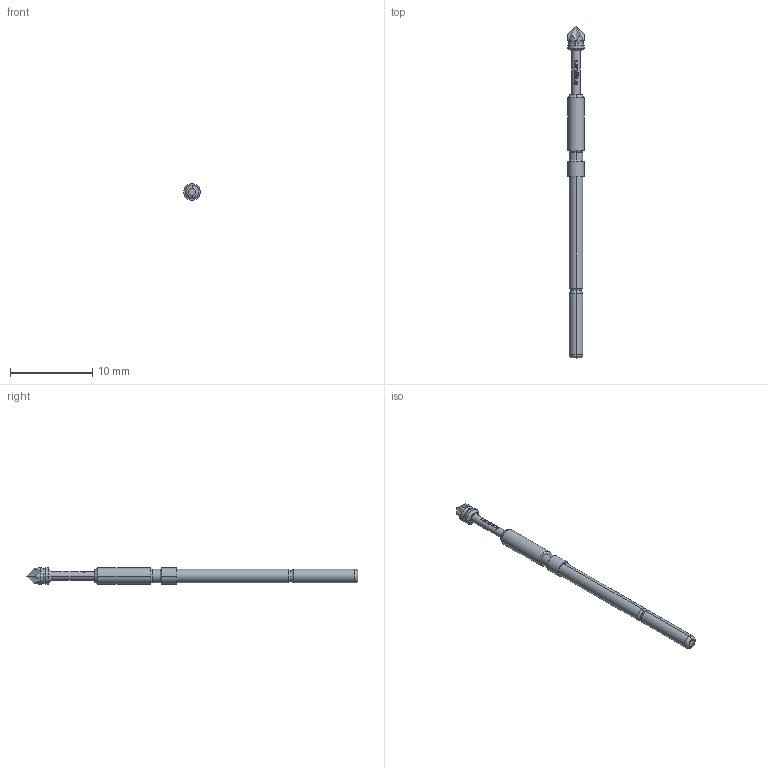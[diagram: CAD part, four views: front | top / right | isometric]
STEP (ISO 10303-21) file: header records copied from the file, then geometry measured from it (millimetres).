
FILE_DESCRIPTION (( 'STEP AP203' ), '1' );
FILE_NAME ('INGUN_HSS-118_317_200_A_xx10.STEP', '2022-02-02T15:07:04', ( 'ochi' ), ( '' ), 'SwSTEP 2.0', 'SolidWorks 2018', '' );
FILE_SCHEMA (( 'CONFIG_CONTROL_DESIGN' ));
Length unit declared in the file: millimetre
Products named in the file (1): INGUN_HSS-118_317_200_A_xx10
Bounding box: 2 x 40.3 x 2 mm (x, y, z)
Volume: 86.5 mm3; surface area: 215 mm2
Topology: 1 solids, 1 shells, 123 faces, 308 edges, 196 vertices
Faces by surface type: plane 54, cylinder 27, bspline 24, torus 10, cone 8
Entity records: 4690 total; most frequent: CARTESIAN_POINT 2124, ORIENTED_EDGE 616, DIRECTION 361, EDGE_CURVE 308, B_SPLINE_CURVE_WITH_KNOTS 198, VERTEX_POINT 196, AXIS2_PLACEMENT_3D 163, EDGE_LOOP 132
